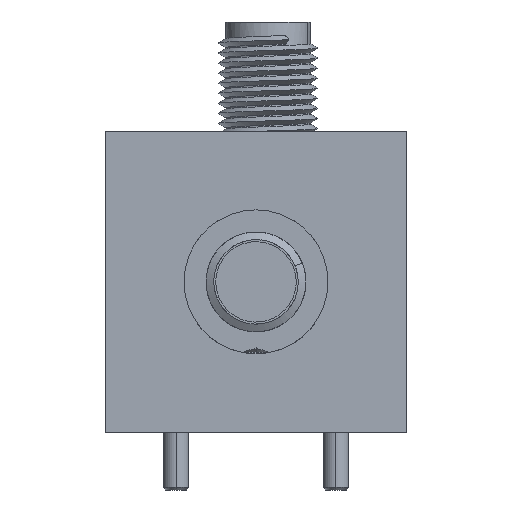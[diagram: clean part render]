
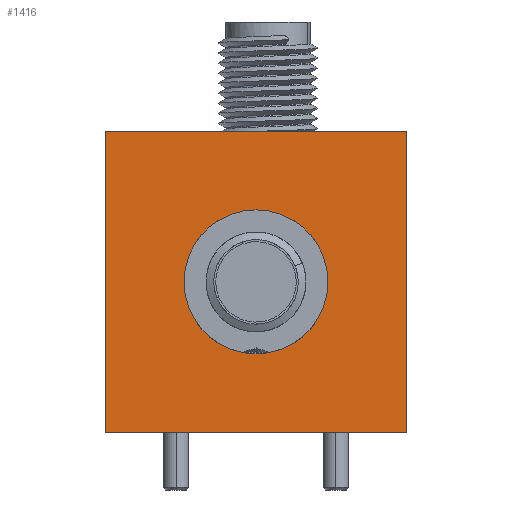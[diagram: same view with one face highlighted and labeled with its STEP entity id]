
A CAD part, left-side view. The second image highlights one B-rep face of the part: STEP entity #1416.
In plain terms, the highlighted planar face has unit normal (-1, 0, 0).
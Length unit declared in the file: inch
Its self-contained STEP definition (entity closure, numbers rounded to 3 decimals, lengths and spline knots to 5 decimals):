
#105 = VERTEX_POINT ( 'NONE', #1847 ) ;
#124 = PLANE ( 'NONE',  #5240 ) ;
#170 = VERTEX_POINT ( 'NONE', #3628 ) ;
#968 = DIRECTION ( 'NONE',  ( -1., 0., 0. ) ) ;
#993 = ORIENTED_EDGE ( 'NONE', *, *, #8835, .F. ) ;
#1036 = DIRECTION ( 'NONE',  ( 0., -1., 0. ) ) ;
#1367 = FACE_BOUND ( 'NONE', #2067, .T. ) ;
#1416 = ADVANCED_FACE ( 'NONE', ( #1367, #15846 ), #124, .F. ) ;
#1491 = LINE ( 'NONE', #17223, #8689 ) ;
#1543 = CIRCLE ( 'NONE', #19433, 0.179 ) ;
#1565 = CARTESIAN_POINT ( 'NONE',  ( -0.5775, 0.75, 0.375 ) ) ;
#1638 = CARTESIAN_POINT ( 'NONE',  ( -0.5775, 0.375, -0.179 ) ) ;
#1847 = CARTESIAN_POINT ( 'NONE',  ( -0.5775, 0.75, -0.375 ) ) ;
#2067 = EDGE_LOOP ( 'NONE', ( #4853, #993 ) ) ;
#3628 = CARTESIAN_POINT ( 'NONE',  ( -0.5775, 0.375, 0.179 ) ) ;
#3727 = ORIENTED_EDGE ( 'NONE', *, *, #18267, .F. ) ;
#3936 = LINE ( 'NONE', #16552, #9155 ) ;
#4237 = VECTOR ( 'NONE', #18906, 39.37008 ) ;
#4853 = ORIENTED_EDGE ( 'NONE', *, *, #5131, .F. ) ;
#5131 = EDGE_CURVE ( 'NONE', #170, #5575, #1543, .T. ) ;
#5240 = AXIS2_PLACEMENT_3D ( 'NONE', #7614, #9365, #20236 ) ;
#5575 = VERTEX_POINT ( 'NONE', #1638 ) ;
#5794 = EDGE_CURVE ( 'NONE', #105, #16617, #6301, .T. ) ;
#6301 = LINE ( 'NONE', #12601, #4237 ) ;
#6345 = EDGE_CURVE ( 'NONE', #105, #11799, #8922, .T. ) ;
#6803 = CIRCLE ( 'NONE', #12731, 0.179 ) ;
#7614 = CARTESIAN_POINT ( 'NONE',  ( -0.5775, 0.75, 0.375 ) ) ;
#8689 = VECTOR ( 'NONE', #18568, 39.37008 ) ;
#8835 = EDGE_CURVE ( 'NONE', #5575, #170, #6803, .T. ) ;
#8922 = LINE ( 'NONE', #18845, #15966 ) ;
#9155 = VECTOR ( 'NONE', #15001, 39.37008 ) ;
#9165 = ORIENTED_EDGE ( 'NONE', *, *, #6345, .T. ) ;
#9365 = DIRECTION ( 'NONE',  ( 1., 0., 0. ) ) ;
#9908 = EDGE_CURVE ( 'NONE', #11799, #19462, #3936, .T. ) ;
#10001 = CARTESIAN_POINT ( 'NONE',  ( -0.5775, 0., -0.375 ) ) ;
#10213 = CARTESIAN_POINT ( 'NONE',  ( -0.5775, 0.375, 0. ) ) ;
#11799 = VERTEX_POINT ( 'NONE', #10001 ) ;
#12524 = CARTESIAN_POINT ( 'NONE',  ( -0.5775, 0.375, 0. ) ) ;
#12601 = CARTESIAN_POINT ( 'NONE',  ( -0.5775, 0.75, 0.375 ) ) ;
#12731 = AXIS2_PLACEMENT_3D ( 'NONE', #12524, #14069, #13850 ) ;
#12763 = ORIENTED_EDGE ( 'NONE', *, *, #9908, .T. ) ;
#13592 = ORIENTED_EDGE ( 'NONE', *, *, #5794, .F. ) ;
#13850 = DIRECTION ( 'NONE',  ( 0., 0., 1. ) ) ;
#14069 = DIRECTION ( 'NONE',  ( -1., 0., 0. ) ) ;
#15001 = DIRECTION ( 'NONE',  ( 0., 0., 1. ) ) ;
#15846 = FACE_OUTER_BOUND ( 'NONE', #19018, .T. ) ;
#15966 = VECTOR ( 'NONE', #1036, 39.37008 ) ;
#16552 = CARTESIAN_POINT ( 'NONE',  ( -0.5775, 0., 0.375 ) ) ;
#16617 = VERTEX_POINT ( 'NONE', #1565 ) ;
#17223 = CARTESIAN_POINT ( 'NONE',  ( -0.5775, 0.75, 0.375 ) ) ;
#17716 = CARTESIAN_POINT ( 'NONE',  ( -0.5775, 0., 0.375 ) ) ;
#18267 = EDGE_CURVE ( 'NONE', #16617, #19462, #1491, .T. ) ;
#18568 = DIRECTION ( 'NONE',  ( 0., -1., 0. ) ) ;
#18845 = CARTESIAN_POINT ( 'NONE',  ( -0.5775, 0.75, -0.375 ) ) ;
#18906 = DIRECTION ( 'NONE',  ( 0., 0., 1. ) ) ;
#19018 = EDGE_LOOP ( 'NONE', ( #12763, #3727, #13592, #9165 ) ) ;
#19433 = AXIS2_PLACEMENT_3D ( 'NONE', #10213, #968, #19840 ) ;
#19462 = VERTEX_POINT ( 'NONE', #17716 ) ;
#19840 = DIRECTION ( 'NONE',  ( 0., 0., 1. ) ) ;
#20236 = DIRECTION ( 'NONE',  ( 0., 0., -1. ) ) ;
